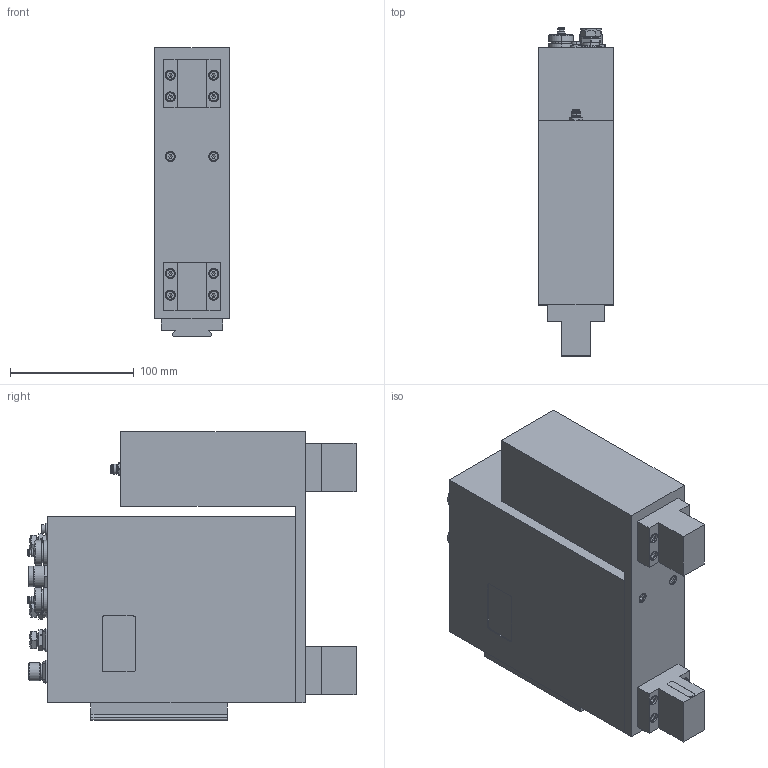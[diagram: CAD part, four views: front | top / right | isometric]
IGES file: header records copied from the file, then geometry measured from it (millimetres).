
Start section: SolidWorks IGES file using analytic representation for surfaces
Global section: file name: CHB-C-N-L.igs; native system: SolidWorks 2013; preprocessor: SolidWorks 2013; author: haw; date: 160129.173400; units: millimetre
Bounding box: 60 x 264.9 x 232.6 mm (x, y, z)
Surface area: 218934.1 mm2 (no closed solid volume)
Topology: 0 solids, 0 shells, 1379 faces, 16274 edges, 16238 vertices
Faces by surface type: bspline 724, revolution 655
